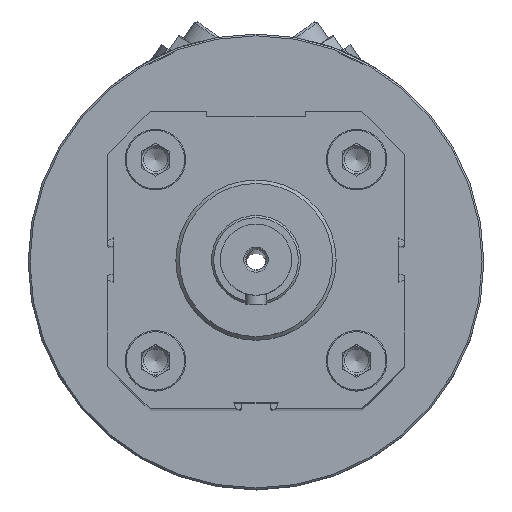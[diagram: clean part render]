
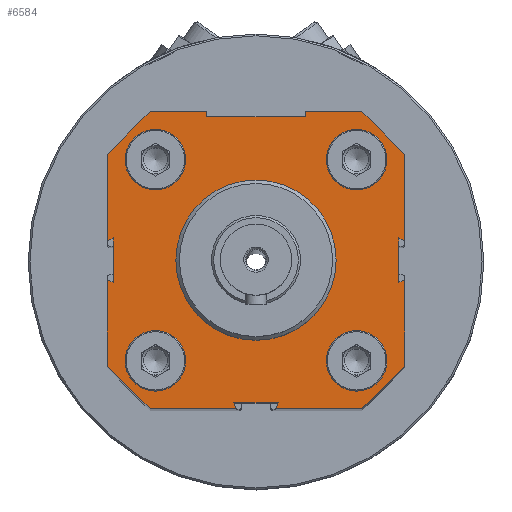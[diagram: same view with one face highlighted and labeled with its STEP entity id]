
A CAD part, top view. The second image highlights one B-rep face of the part: STEP entity #6584.
In plain terms, the highlighted face is planar.
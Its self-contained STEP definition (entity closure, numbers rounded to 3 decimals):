
#355=LINE('',#10099,#876);
#356=LINE('',#10102,#877);
#357=LINE('',#10104,#878);
#358=LINE('',#10106,#879);
#359=LINE('',#10108,#880);
#360=LINE('',#10110,#881);
#361=LINE('',#10112,#882);
#362=LINE('',#10114,#883);
#363=LINE('',#10116,#884);
#364=LINE('',#10118,#885);
#365=LINE('',#10120,#886);
#366=LINE('',#10122,#887);
#367=LINE('',#10124,#888);
#368=LINE('',#10126,#889);
#369=LINE('',#10128,#890);
#370=LINE('',#10130,#891);
#371=LINE('',#10132,#892);
#372=LINE('',#10134,#893);
#373=LINE('',#10136,#894);
#374=LINE('',#10138,#895);
#375=LINE('',#10140,#896);
#376=LINE('',#10142,#897);
#377=LINE('',#10144,#898);
#378=LINE('',#10146,#899);
#876=VECTOR('',#7962,1000.);
#877=VECTOR('',#7963,1000.);
#878=VECTOR('',#7964,1000.);
#879=VECTOR('',#7965,1000.);
#880=VECTOR('',#7966,1000.);
#881=VECTOR('',#7967,1000.);
#882=VECTOR('',#7968,1000.);
#883=VECTOR('',#7969,1000.);
#884=VECTOR('',#7970,1000.);
#885=VECTOR('',#7971,1000.);
#886=VECTOR('',#7972,1000.);
#887=VECTOR('',#7973,1000.);
#888=VECTOR('',#7974,1000.);
#889=VECTOR('',#7975,1000.);
#890=VECTOR('',#7976,1000.);
#891=VECTOR('',#7977,1000.);
#892=VECTOR('',#7978,1000.);
#893=VECTOR('',#7979,1000.);
#894=VECTOR('',#7980,1000.);
#895=VECTOR('',#7981,1000.);
#896=VECTOR('',#7982,1000.);
#897=VECTOR('',#7983,1000.);
#898=VECTOR('',#7984,1000.);
#899=VECTOR('',#7985,1000.);
#1397=ORIENTED_EDGE('',*,*,#3223,.F.);
#1398=ORIENTED_EDGE('',*,*,#3224,.F.);
#1399=ORIENTED_EDGE('',*,*,#3225,.F.);
#1400=ORIENTED_EDGE('',*,*,#3226,.F.);
#1401=ORIENTED_EDGE('',*,*,#3227,.F.);
#1402=ORIENTED_EDGE('',*,*,#3228,.F.);
#1403=ORIENTED_EDGE('',*,*,#3229,.F.);
#1404=ORIENTED_EDGE('',*,*,#3230,.F.);
#1405=ORIENTED_EDGE('',*,*,#3231,.F.);
#1406=ORIENTED_EDGE('',*,*,#3232,.F.);
#1407=ORIENTED_EDGE('',*,*,#3233,.F.);
#1408=ORIENTED_EDGE('',*,*,#3234,.F.);
#1409=ORIENTED_EDGE('',*,*,#3235,.F.);
#1410=ORIENTED_EDGE('',*,*,#3236,.F.);
#1411=ORIENTED_EDGE('',*,*,#3237,.F.);
#1412=ORIENTED_EDGE('',*,*,#3238,.F.);
#1413=ORIENTED_EDGE('',*,*,#3239,.F.);
#1414=ORIENTED_EDGE('',*,*,#3240,.F.);
#1415=ORIENTED_EDGE('',*,*,#3241,.F.);
#1416=ORIENTED_EDGE('',*,*,#3242,.F.);
#1417=ORIENTED_EDGE('',*,*,#3243,.F.);
#1418=ORIENTED_EDGE('',*,*,#3244,.F.);
#1419=ORIENTED_EDGE('',*,*,#3245,.F.);
#1420=ORIENTED_EDGE('',*,*,#3246,.F.);
#1421=ORIENTED_EDGE('',*,*,#3247,.F.);
#1422=ORIENTED_EDGE('',*,*,#3248,.F.);
#1423=ORIENTED_EDGE('',*,*,#3249,.F.);
#1424=ORIENTED_EDGE('',*,*,#3250,.F.);
#1425=ORIENTED_EDGE('',*,*,#3251,.F.);
#3223=EDGE_CURVE('',#4136,#4136,#4786,.T.);
#3224=EDGE_CURVE('',#4137,#4137,#4787,.T.);
#3225=EDGE_CURVE('',#4138,#4138,#4788,.F.);
#3226=EDGE_CURVE('',#4139,#4140,#355,.T.);
#3227=EDGE_CURVE('',#4141,#4139,#356,.T.);
#3228=EDGE_CURVE('',#4142,#4141,#357,.T.);
#3229=EDGE_CURVE('',#4143,#4142,#358,.T.);
#3230=EDGE_CURVE('',#4144,#4143,#359,.T.);
#3231=EDGE_CURVE('',#4145,#4144,#360,.T.);
#3232=EDGE_CURVE('',#4146,#4145,#361,.T.);
#3233=EDGE_CURVE('',#4147,#4146,#362,.T.);
#3234=EDGE_CURVE('',#4148,#4147,#363,.T.);
#3235=EDGE_CURVE('',#4149,#4148,#364,.T.);
#3236=EDGE_CURVE('',#4150,#4149,#365,.T.);
#3237=EDGE_CURVE('',#4151,#4150,#366,.T.);
#3238=EDGE_CURVE('',#4152,#4151,#367,.T.);
#3239=EDGE_CURVE('',#4153,#4152,#368,.T.);
#3240=EDGE_CURVE('',#4154,#4153,#369,.T.);
#3241=EDGE_CURVE('',#4155,#4154,#370,.T.);
#3242=EDGE_CURVE('',#4156,#4155,#371,.T.);
#3243=EDGE_CURVE('',#4157,#4156,#372,.T.);
#3244=EDGE_CURVE('',#4158,#4157,#373,.T.);
#3245=EDGE_CURVE('',#4159,#4158,#374,.T.);
#3246=EDGE_CURVE('',#4160,#4159,#375,.T.);
#3247=EDGE_CURVE('',#4161,#4160,#376,.T.);
#3248=EDGE_CURVE('',#4162,#4161,#377,.T.);
#3249=EDGE_CURVE('',#4140,#4162,#378,.T.);
#3250=EDGE_CURVE('',#4163,#4163,#4789,.T.);
#3251=EDGE_CURVE('',#4164,#4164,#4790,.T.);
#4136=VERTEX_POINT('',#10094);
#4137=VERTEX_POINT('',#10096);
#4138=VERTEX_POINT('',#10098);
#4139=VERTEX_POINT('',#10100);
#4140=VERTEX_POINT('',#10101);
#4141=VERTEX_POINT('',#10103);
#4142=VERTEX_POINT('',#10105);
#4143=VERTEX_POINT('',#10107);
#4144=VERTEX_POINT('',#10109);
#4145=VERTEX_POINT('',#10111);
#4146=VERTEX_POINT('',#10113);
#4147=VERTEX_POINT('',#10115);
#4148=VERTEX_POINT('',#10117);
#4149=VERTEX_POINT('',#10119);
#4150=VERTEX_POINT('',#10121);
#4151=VERTEX_POINT('',#10123);
#4152=VERTEX_POINT('',#10125);
#4153=VERTEX_POINT('',#10127);
#4154=VERTEX_POINT('',#10129);
#4155=VERTEX_POINT('',#10131);
#4156=VERTEX_POINT('',#10133);
#4157=VERTEX_POINT('',#10135);
#4158=VERTEX_POINT('',#10137);
#4159=VERTEX_POINT('',#10139);
#4160=VERTEX_POINT('',#10141);
#4161=VERTEX_POINT('',#10143);
#4162=VERTEX_POINT('',#10145);
#4163=VERTEX_POINT('',#10148);
#4164=VERTEX_POINT('',#10150);
#4786=CIRCLE('',#7145,8.5);
#4787=CIRCLE('',#7146,8.5);
#4788=CIRCLE('',#7147,22.5);
#4789=CIRCLE('',#7148,8.5);
#4790=CIRCLE('',#7149,8.5);
#5144=EDGE_LOOP('',(#1397));
#5145=EDGE_LOOP('',(#1398));
#5146=EDGE_LOOP('',(#1399));
#5147=EDGE_LOOP('',(#1400,#1401,#1402,#1403,#1404,#1405,#1406,#1407,#1408,
#1409,#1410,#1411,#1412,#1413,#1414,#1415,#1416,#1417,#1418,#1419,#1420,
#1421,#1422,#1423));
#5148=EDGE_LOOP('',(#1424));
#5149=EDGE_LOOP('',(#1425));
#5747=FACE_BOUND('',#5144,.T.);
#5748=FACE_BOUND('',#5145,.T.);
#5749=FACE_BOUND('',#5146,.T.);
#5750=FACE_BOUND('',#5147,.T.);
#5751=FACE_BOUND('',#5148,.T.);
#5752=FACE_BOUND('',#5149,.T.);
#6358=PLANE('',#7144);
#6584=ADVANCED_FACE('',(#5747,#5748,#5749,#5750,#5751,#5752),#6358,.F.);
#7144=AXIS2_PLACEMENT_3D('',#10092,#7954,#7955);
#7145=AXIS2_PLACEMENT_3D('',#10093,#7956,#7957);
#7146=AXIS2_PLACEMENT_3D('',#10095,#7958,#7959);
#7147=AXIS2_PLACEMENT_3D('',#10097,#7960,#7961);
#7148=AXIS2_PLACEMENT_3D('',#10147,#7986,#7987);
#7149=AXIS2_PLACEMENT_3D('',#10149,#7988,#7989);
#7954=DIRECTION('',(1.,0.,0.));
#7955=DIRECTION('',(0.,0.,-1.));
#7956=DIRECTION('',(-1.,0.,0.));
#7957=DIRECTION('',(0.,0.,1.));
#7958=DIRECTION('',(-1.,0.,0.));
#7959=DIRECTION('',(0.,0.,1.));
#7960=DIRECTION('',(1.,0.,0.));
#7961=DIRECTION('',(0.,0.,-1.));
#7962=DIRECTION('',(0.,-1.,0.));
#7963=DIRECTION('',(0.,0.429,0.903));
#7964=DIRECTION('',(0.,-1.,0.));
#7965=DIRECTION('',(0.,0.429,-0.903));
#7966=DIRECTION('',(0.,-1.,0.));
#7967=DIRECTION('',(0.,-0.707,0.707));
#7968=DIRECTION('',(0.,0.,1.));
#7969=DIRECTION('',(0.,0.996,0.087));
#7970=DIRECTION('',(0.,0.,1.));
#7971=DIRECTION('',(0.,-0.996,0.087));
#7972=DIRECTION('',(0.,0.,1.));
#7973=DIRECTION('',(0.,0.707,0.707));
#7974=DIRECTION('',(0.,1.,0.));
#7975=DIRECTION('',(0.,-0.429,-0.903));
#7976=DIRECTION('',(0.,1.,0.));
#7977=DIRECTION('',(0.,-0.429,0.903));
#7978=DIRECTION('',(0.,1.,0.));
#7979=DIRECTION('',(0.,0.707,-0.707));
#7980=DIRECTION('',(0.,0.,-1.));
#7981=DIRECTION('',(0.,-0.903,0.429));
#7982=DIRECTION('',(0.,0.,-1.));
#7983=DIRECTION('',(0.,0.903,0.429));
#7984=DIRECTION('',(0.,0.,-1.));
#7985=DIRECTION('',(0.,-0.707,-0.707));
#7986=DIRECTION('',(-1.,0.,0.));
#7987=DIRECTION('',(0.,0.,1.));
#7988=DIRECTION('',(-1.,0.,0.));
#7989=DIRECTION('',(0.,0.,1.));
#10092=CARTESIAN_POINT('',(-372.5,0.,0.));
#10093=CARTESIAN_POINT('',(-372.5,-28.25,28.25));
#10094=CARTESIAN_POINT('',(-372.5,-28.25,36.75));
#10095=CARTESIAN_POINT('',(-372.5,28.25,-28.25));
#10096=CARTESIAN_POINT('',(-372.5,28.25,-19.75));
#10097=CARTESIAN_POINT('',(-372.5,0.,0.));
#10098=CARTESIAN_POINT('',(-372.5,0.,-22.5));
#10099=CARTESIAN_POINT('',(-372.5,-5.469,41.75));
#10100=CARTESIAN_POINT('',(-372.5,-5.469,41.75));
#10101=CARTESIAN_POINT('',(-372.5,-29.75,41.75));
#10102=CARTESIAN_POINT('',(-372.5,-6.263,40.08));
#10103=CARTESIAN_POINT('',(-372.5,-6.263,40.08));
#10104=CARTESIAN_POINT('',(-372.5,6.263,40.08));
#10105=CARTESIAN_POINT('',(-372.5,6.263,40.08));
#10106=CARTESIAN_POINT('',(-372.5,5.469,41.75));
#10107=CARTESIAN_POINT('',(-372.5,5.469,41.75));
#10108=CARTESIAN_POINT('',(-372.5,29.75,41.75));
#10109=CARTESIAN_POINT('',(-372.5,29.75,41.75));
#10110=CARTESIAN_POINT('',(-372.5,41.75,29.75));
#10111=CARTESIAN_POINT('',(-372.5,41.75,29.75));
#10112=CARTESIAN_POINT('',(-372.5,41.75,14.));
#10113=CARTESIAN_POINT('',(-372.5,41.75,14.));
#10114=CARTESIAN_POINT('',(-372.5,40.247,13.869));
#10115=CARTESIAN_POINT('',(-372.5,40.247,13.869));
#10116=CARTESIAN_POINT('',(-372.5,40.247,-13.869));
#10117=CARTESIAN_POINT('',(-372.5,40.247,-13.869));
#10118=CARTESIAN_POINT('',(-372.5,41.75,-14.));
#10119=CARTESIAN_POINT('',(-372.5,41.75,-14.));
#10120=CARTESIAN_POINT('',(-372.5,41.75,-29.75));
#10121=CARTESIAN_POINT('',(-372.5,41.75,-29.75));
#10122=CARTESIAN_POINT('',(-372.5,29.75,-41.75));
#10123=CARTESIAN_POINT('',(-372.5,29.75,-41.75));
#10124=CARTESIAN_POINT('',(-372.5,5.469,-41.75));
#10125=CARTESIAN_POINT('',(-372.5,5.469,-41.75));
#10126=CARTESIAN_POINT('',(-372.5,6.262,-40.08));
#10127=CARTESIAN_POINT('',(-372.5,6.262,-40.08));
#10128=CARTESIAN_POINT('',(-372.5,-6.263,-40.08));
#10129=CARTESIAN_POINT('',(-372.5,-6.263,-40.08));
#10130=CARTESIAN_POINT('',(-372.5,-5.469,-41.75));
#10131=CARTESIAN_POINT('',(-372.5,-5.469,-41.75));
#10132=CARTESIAN_POINT('',(-372.5,-29.75,-41.75));
#10133=CARTESIAN_POINT('',(-372.5,-29.75,-41.75));
#10134=CARTESIAN_POINT('',(-372.5,-41.75,-29.75));
#10135=CARTESIAN_POINT('',(-372.5,-41.75,-29.75));
#10136=CARTESIAN_POINT('',(-372.5,-41.75,-5.469));
#10137=CARTESIAN_POINT('',(-372.5,-41.75,-5.469));
#10138=CARTESIAN_POINT('',(-372.5,-40.08,-6.263));
#10139=CARTESIAN_POINT('',(-372.5,-40.08,-6.263));
#10140=CARTESIAN_POINT('',(-372.5,-40.08,6.263));
#10141=CARTESIAN_POINT('',(-372.5,-40.08,6.263));
#10142=CARTESIAN_POINT('',(-372.5,-41.75,5.469));
#10143=CARTESIAN_POINT('',(-372.5,-41.75,5.469));
#10144=CARTESIAN_POINT('',(-372.5,-41.75,29.75));
#10145=CARTESIAN_POINT('',(-372.5,-41.75,29.75));
#10146=CARTESIAN_POINT('',(-372.5,-29.75,41.75));
#10147=CARTESIAN_POINT('',(-372.5,-28.25,-28.25));
#10148=CARTESIAN_POINT('',(-372.5,-28.25,-19.75));
#10149=CARTESIAN_POINT('',(-372.5,28.25,28.25));
#10150=CARTESIAN_POINT('',(-372.5,28.25,36.75));
